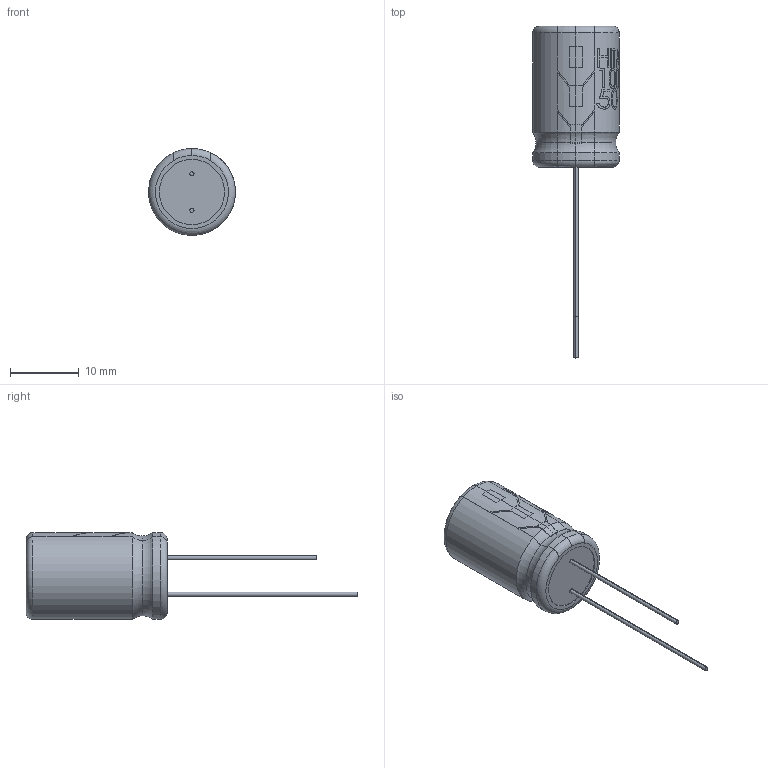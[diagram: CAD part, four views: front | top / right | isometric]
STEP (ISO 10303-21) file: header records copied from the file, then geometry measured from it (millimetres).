
FILE_DESCRIPTION (( 'STEP AP214' ), '1' );
FILE_NAME ('HITANO 10uF 450V EFL105.STEP', '2024-02-28T08:37:06', ( '' ), ( '' ), 'SwSTEP 2.0', 'SolidWorks 2021', '' );
FILE_SCHEMA (( 'AUTOMOTIVE_DESIGN' ));
Length unit declared in the file: millimetre
Products named in the file (1): HITANO 10uF 450V EFL105
Bounding box: 12.6 x 48.2 x 12.61 mm (x, y, z)
Volume: 2501.2 mm3; surface area: 1140.3 mm2
Topology: 1 solids, 1 shells, 246 faces, 644 edges, 425 vertices
Faces by surface type: plane 130, bspline 58, cylinder 42, torus 16
Entity records: 13282 total; most frequent: CARTESIAN_POINT 5448, ORIENTED_EDGE 1288, DIRECTION 970, EDGE_CURVE 644, VERTEX_POINT 425, AXIS2_PLACEMENT_3D 333, VECTOR 304, LINE 304
